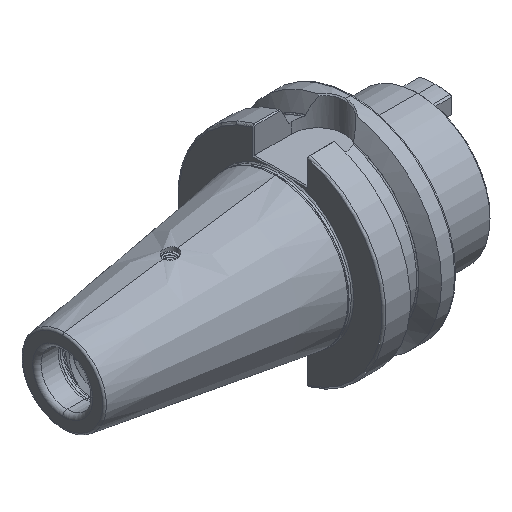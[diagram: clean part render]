
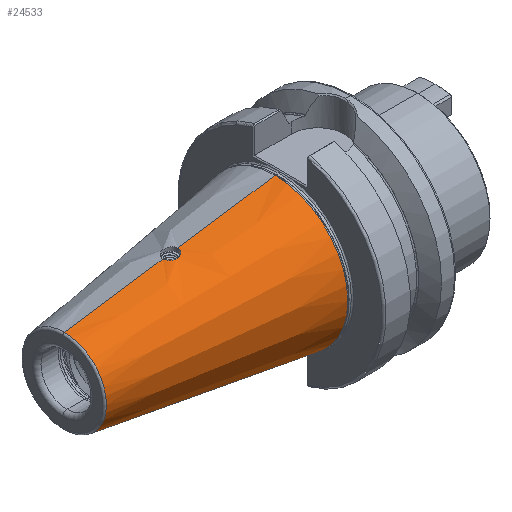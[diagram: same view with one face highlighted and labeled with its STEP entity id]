
A CAD part, isometric view. The second image highlights one B-rep face of the part: STEP entity #24533.
In plain terms, the highlighted conical face has half-angle 8.297 degrees and reference radius 34.998 mm.
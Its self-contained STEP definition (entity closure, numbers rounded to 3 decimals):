
#5684 = EDGE_LOOP ( 'NONE', ( #13597, #13577, #13580, #13598, #13613, #13595 ) ) ;
#9958 = CIRCLE ( 'NONE', #22513, 34.998 ) ;
#11002 = CARTESIAN_POINT ( 'NONE',  ( -2.5, 0., 34.998 ) ) ;
#11151 = LINE ( 'NONE', #27334, #11175 ) ;
#11175 = VECTOR ( 'NONE', #27320, 1000. ) ;
#11187 = LINE ( 'NONE', #27419, #11211 ) ;
#11197 = VECTOR ( 'NONE', #27383, 1000. ) ;
#11211 = VECTOR ( 'NONE', #27435, 1000. ) ;
#11219 = LINE ( 'NONE', #27365, #11197 ) ;
#11505 = FACE_OUTER_BOUND ( 'NONE', #5684, .T. ) ;
#11519 = CONICAL_SURFACE ( 'NONE', #22836, 34.998, 0.145 ) ;
#12738 = VERTEX_POINT ( 'NONE', #23375 ) ;
#12763 = VERTEX_POINT ( 'NONE', #23393 ) ;
#12779 = VERTEX_POINT ( 'NONE', #23415 ) ;
#13577 = ORIENTED_EDGE ( 'NONE', *, *, #33933, .F. ) ;
#13580 = ORIENTED_EDGE ( 'NONE', *, *, #24157, .T. ) ;
#13595 = ORIENTED_EDGE ( 'NONE', *, *, #33818, .T. ) ;
#13597 = ORIENTED_EDGE ( 'NONE', *, *, #24150, .F. ) ;
#13598 = ORIENTED_EDGE ( 'NONE', *, *, #33573, .T. ) ;
#13613 = ORIENTED_EDGE ( 'NONE', *, *, #24134, .F. ) ;
#13929 = VERTEX_POINT ( 'NONE', #11002 ) ;
#16593 = DIRECTION ( 'NONE',  ( 0., 0., -1. ) ) ;
#16598 = DIRECTION ( 'NONE',  ( 1., 0., 0. ) ) ;
#16624 = CARTESIAN_POINT ( 'NONE',  ( -2.5, 0., 0. ) ) ;
#22513 = AXIS2_PLACEMENT_3D ( 'NONE', #36672, #36671, #36661 ) ;
#22568 = AXIS2_PLACEMENT_3D ( 'NONE', #29881, #29861, #29877 ) ;
#22836 = AXIS2_PLACEMENT_3D ( 'NONE', #16624, #16598, #16593 ) ;
#23375 = CARTESIAN_POINT ( 'NONE',  ( -2.5, 0., -34.998 ) ) ;
#23393 = CARTESIAN_POINT ( 'NONE',  ( -103.944, 0., -20.204 ) ) ;
#23415 = CARTESIAN_POINT ( 'NONE',  ( -103.944, 0., 20.204 ) ) ;
#24134 = EDGE_CURVE ( 'NONE', #32180, #13929, #11151, .T. ) ;
#24150 = EDGE_CURVE ( 'NONE', #12779, #32248, #11219, .T. ) ;
#24157 = EDGE_CURVE ( 'NONE', #12763, #12738, #11187, .T. ) ;
#24533 = ADVANCED_FACE ( 'NONE', ( #11505 ), #11519, .T. ) ;
#27320 = DIRECTION ( 'NONE',  ( 0.99, 0., 0.144 ) ) ;
#27334 = CARTESIAN_POINT ( 'NONE',  ( -2.5, 0., 34.998 ) ) ;
#27365 = CARTESIAN_POINT ( 'NONE',  ( -2.5, 0., 34.998 ) ) ;
#27383 = DIRECTION ( 'NONE',  ( 0.99, 0., 0.144 ) ) ;
#27419 = CARTESIAN_POINT ( 'NONE',  ( -2.5, 0., -34.998 ) ) ;
#27435 = DIRECTION ( 'NONE',  ( 0.99, 0., -0.144 ) ) ;
#27691 = CARTESIAN_POINT ( 'NONE',  ( -49.5, 0., 28.144 ) ) ;
#27692 = CARTESIAN_POINT ( 'NONE',  ( -49.5, -0.23, 28.144 ) ) ;
#27740 = CARTESIAN_POINT ( 'NONE',  ( -49.523, -0.463, 28.138 ) ) ;
#27796 = CARTESIAN_POINT ( 'NONE',  ( -54.528, -3.157, 27.228 ) ) ;
#27797 = CARTESIAN_POINT ( 'NONE',  ( -52.751, -3.499, 27.448 ) ) ;
#27799 = CARTESIAN_POINT ( 'NONE',  ( -56.142, -1.56, 27.131 ) ) ;
#27800 = CARTESIAN_POINT ( 'NONE',  ( -56.5, 0., 27.123 ) ) ;
#27803 = CARTESIAN_POINT ( 'NONE',  ( -54.105, -3.329, 27.27 ) ) ;
#27804 = CARTESIAN_POINT ( 'NONE',  ( -56.386, -0.914, 27.125 ) ) ;
#27806 = CARTESIAN_POINT ( 'NONE',  ( -49.614, -0.914, 28.113 ) ) ;
#27807 = CARTESIAN_POINT ( 'NONE',  ( -56.319, -1.133, 27.126 ) ) ;
#27808 = CARTESIAN_POINT ( 'NONE',  ( -50.864, -2.782, 27.806 ) ) ;
#27809 = CARTESIAN_POINT ( 'NONE',  ( -49.967, -1.761, 28.021 ) ) ;
#27810 = CARTESIAN_POINT ( 'NONE',  ( -51.861, -3.317, 27.601 ) ) ;
#27811 = CARTESIAN_POINT ( 'NONE',  ( -56.031, -1.765, 27.135 ) ) ;
#27812 = CARTESIAN_POINT ( 'NONE',  ( -55.298, -2.65, 27.17 ) ) ;
#27813 = CARTESIAN_POINT ( 'NONE',  ( -55.628, -2.323, 27.151 ) ) ;
#27814 = CARTESIAN_POINT ( 'NONE',  ( -56.477, -0.463, 27.123 ) ) ;
#27815 = CARTESIAN_POINT ( 'NONE',  ( -52.076, -3.384, 27.561 ) ) ;
#27817 = CARTESIAN_POINT ( 'NONE',  ( -49.68, -1.132, 28.095 ) ) ;
#27818 = CARTESIAN_POINT ( 'NONE',  ( -55.775, -2.145, 27.145 ) ) ;
#27821 = CARTESIAN_POINT ( 'NONE',  ( -53.432, -3.481, 27.35 ) ) ;
#27823 = CARTESIAN_POINT ( 'NONE',  ( -54.732, -3.05, 27.211 ) ) ;
#27827 = CARTESIAN_POINT ( 'NONE',  ( -55.119, -2.795, 27.181 ) ) ;
#27828 = CARTESIAN_POINT ( 'NONE',  ( -50.22, -2.138, 27.958 ) ) ;
#27829 = CARTESIAN_POINT ( 'NONE',  ( -53.205, -3.501, 27.38 ) ) ;
#27830 = CARTESIAN_POINT ( 'NONE',  ( -49.857, -1.557, 28.049 ) ) ;
#27832 = CARTESIAN_POINT ( 'NONE',  ( -51.442, -3.142, 27.683 ) ) ;
#27833 = CARTESIAN_POINT ( 'NONE',  ( -51.239, -3.033, 27.725 ) ) ;
#27836 = CARTESIAN_POINT ( 'NONE',  ( -50.689, -2.638, 27.846 ) ) ;
#27837 = CARTESIAN_POINT ( 'NONE',  ( -50.365, -2.315, 27.922 ) ) ;
#27838 = CARTESIAN_POINT ( 'NONE',  ( -52.521, -3.475, 27.485 ) ) ;
#27839 = CARTESIAN_POINT ( 'NONE',  ( -53.883, -3.395, 27.294 ) ) ;
#27840 = CARTESIAN_POINT ( 'NONE',  ( -56.5, -0.23, 27.123 ) ) ;
#29214 = B_SPLINE_CURVE_WITH_KNOTS ( 'NONE', 3,
 ( #27691, #27692, #27740, #27806, #27817, #27830, #27809, #27828, #27837, #27836, #27808, #27833, #27832, #27810, #27815, #27838, #27797, #27829, #27821, #27839, #27803, #27796, #27823, #27827, #27812, #27813, #27818, #27811, #27799, #27807, #27804, #27814, #27840, #27800 ),
 .UNSPECIFIED., .F., .F.,
 ( 4, 2, 2, 2, 2, 2, 2, 2, 2, 2, 2, 2, 2, 2, 2, 2, 4 ),
 ( 0.014, 0.014, 0.015, 0.016, 0.017, 0.017, 0.018, 0.019, 0.019, 0.02, 0.021, 0.021, 0.022, 0.023, 0.023, 0.024, 0.025 ),
 .UNSPECIFIED. ) ;
#29482 = CIRCLE ( 'NONE', #22568, 20.204 ) ;
#29861 = DIRECTION ( 'NONE',  ( -1., 0., 0. ) ) ;
#29877 = DIRECTION ( 'NONE',  ( 0., 0., 1. ) ) ;
#29881 = CARTESIAN_POINT ( 'NONE',  ( -103.944, 0., 0. ) ) ;
#32180 = VERTEX_POINT ( 'NONE', #36559 ) ;
#32248 = VERTEX_POINT ( 'NONE', #36560 ) ;
#33573 = EDGE_CURVE ( 'NONE', #12738, #13929, #9958, .T. ) ;
#33818 = EDGE_CURVE ( 'NONE', #32180, #32248, #29214, .T. ) ;
#33933 = EDGE_CURVE ( 'NONE', #12763, #12779, #29482, .T. ) ;
#36559 = CARTESIAN_POINT ( 'NONE',  ( -49.5, 0., 28.144 ) ) ;
#36560 = CARTESIAN_POINT ( 'NONE',  ( -56.5, 0., 27.123 ) ) ;
#36661 = DIRECTION ( 'NONE',  ( 0., 0., 1. ) ) ;
#36671 = DIRECTION ( 'NONE',  ( -1., 0., 0. ) ) ;
#36672 = CARTESIAN_POINT ( 'NONE',  ( -2.5, 0., 0. ) ) ;
